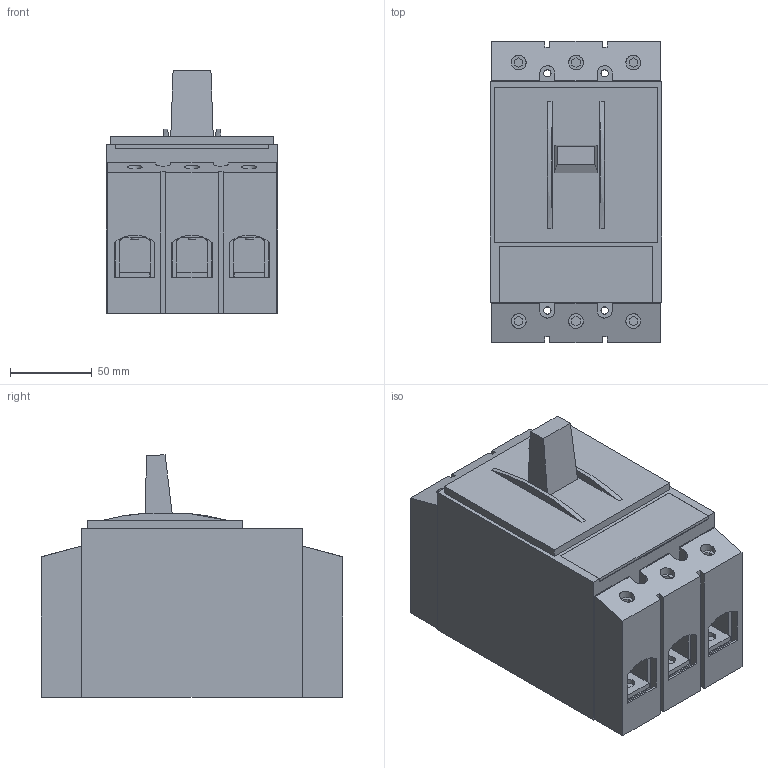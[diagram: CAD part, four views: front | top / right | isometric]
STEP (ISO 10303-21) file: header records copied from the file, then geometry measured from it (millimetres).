
FILE_DESCRIPTION(/* description */ ('STEP AP214'),/* implementation_level */ '2;1');
FILE_NAME(/* name */ 'eaton-molded-case-switches-mcad-3d-models-nzm2-3p-bt',/* time_stamp */ '2025-08-19T11:12:16+02:00',/* author */ ('License CC BY-ND 4.0'),/* organization */ ('CADENAS'),/* preprocessor_version */ 'ST-DEVELOPER v19.3',/* originating_system */ 'PARTsolutions',/* authorisation */ ' ');
FILE_SCHEMA (('AUTOMOTIVE_DESIGN {1 0 10303 214 3 1 1}'));
Length unit declared in the file: millimetre
Products named in the file (4): 110295_(index); nzm2_3p_bt_p1; nzm2_3p_bt_p2; nzm2_3p_p3
Assembly tree (4 placements, depth 2):
  110295_(index)
    nzm2_3p_bt_p1
    nzm2_3p_bt_p2  x2
    nzm2_3p_p3
Bounding box: 105 x 184 x 148.23 mm (x, y, z)
Volume: 1881911 mm3; surface area: 186474.6 mm2
Topology: 4 solids, 4 shells, 322 faces, 865 edges, 578 vertices
Faces by surface type: plane 288, cylinder 34
Full cylindrical faces by diameter (mm): 4.5 x4, 4.8 x6, 8.5 x6, 9 x6
Entity records: 6039 total; most frequent: CARTESIAN_POINT 1043, ORIENTED_EDGE 1000, DIRECTION 944, EDGE_CURVE 500, LINE 458, VECTOR 458, VERTEX_POINT 342, EDGE_LOOP 256
